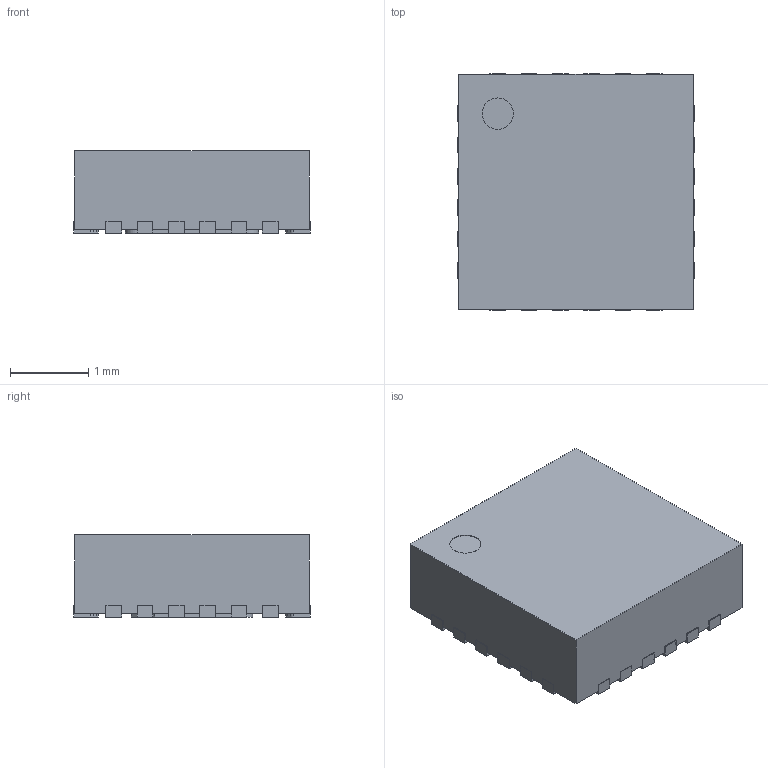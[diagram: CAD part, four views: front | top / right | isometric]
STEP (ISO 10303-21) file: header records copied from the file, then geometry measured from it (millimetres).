
FILE_DESCRIPTION(/* description */ (''),/* implementation_level */ '2;1');
FILE_NAME(/* name */ 'QFN-24-3x3 v2.step',/* time_stamp */ '2016-06-29T17:31:06-07:00',/* author */ (''),/* organization */ (''),/* preprocessor_version */ 'ST-DEVELOPER v16.5',/* originating_system */ 'Autodesk Translation Framework v5.1.0.2740',/* authorisation */ '');
FILE_SCHEMA (('AUTOMOTIVE_DESIGN { 1 0 10303 214 3 1 1 }'));
Length unit declared in the file: centimetre
Products named in the file (1): QFN-24-3x3 v3
Bounding box: 3.02 x 3.02 x 1.05 mm (x, y, z)
Volume: 9.2 mm3; surface area: 31.6 mm2
Topology: 1 solids, 1 shells, 225 faces, 663 edges, 442 vertices
Faces by surface type: plane 165, cylinder 60
Full cylindrical faces by diameter (mm): 0.4 x1
Entity records: 7505 total; most frequent: CARTESIAN_POINT 1330, ORIENTED_EDGE 1324, DIRECTION 1234, EDGE_CURVE 662, LINE 542, VECTOR 542, VERTEX_POINT 442, AXIS2_PLACEMENT_3D 346
